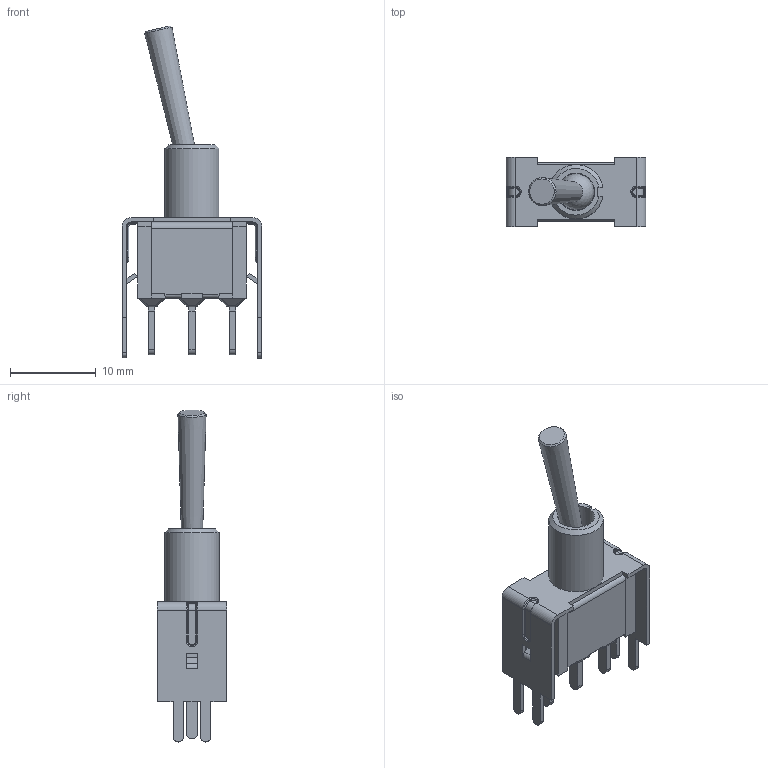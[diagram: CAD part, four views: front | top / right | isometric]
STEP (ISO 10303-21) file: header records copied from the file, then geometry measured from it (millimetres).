
FILE_DESCRIPTION(/* description */ (''),/* implementation_level */ '2;1');
FILE_NAME(/* name */ '100SPxT3B1VS2xE.stp',/* time_stamp */ '2026-01-16T19:16:17-06:00',/* author */ ('jmeyers'),/* organization */ (''),/* preprocessor_version */ 'ST-DEVELOPER v18.1',/* originating_system */ 'Autodesk Inventor 2022',/* authorisation */ '');
FILE_SCHEMA (('AUTOMOTIVE_DESIGN { 1 0 10303 214 3 1 1 }'));
Length unit declared in the file: inch
Products named in the file (1): Part162
Bounding box: 16.26 x 8.13 x 38.73 mm (x, y, z)
Volume: 1242.6 mm3; surface area: 1693.7 mm2
Topology: 1 solids, 5 shells, 368 faces, 925 edges, 557 vertices
Faces by surface type: plane 219, cylinder 101, torus 32, sphere 13, cone 3
Full cylindrical faces by diameter (mm): 4.35 x1
Entity records: 10832 total; most frequent: CARTESIAN_POINT 1923, DIRECTION 1883, ORIENTED_EDGE 1824, EDGE_CURVE 912, LINE 653, VECTOR 653, AXIS2_PLACEMENT_3D 615, VERTEX_POINT 557
